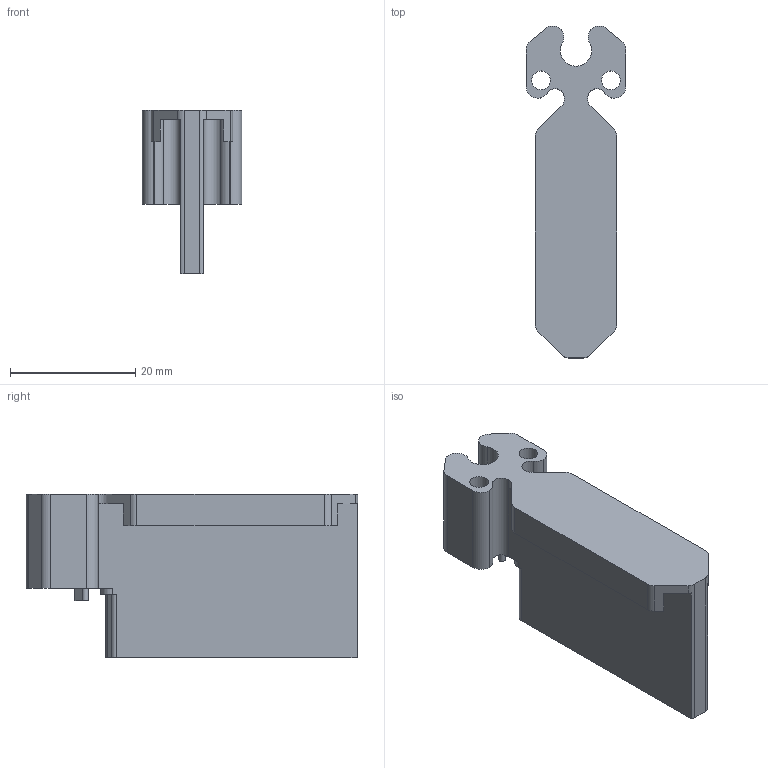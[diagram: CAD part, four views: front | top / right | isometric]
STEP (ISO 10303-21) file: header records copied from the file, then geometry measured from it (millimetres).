
FILE_DESCRIPTION(('FreeCAD Model'),'2;1');
FILE_NAME('Open CASCADE Shape Model','2025-08-26T10:19:21',('Author'),( ''),'Open CASCADE STEP processor 7.8','FreeCAD','Unknown');
FILE_SCHEMA(('AUTOMOTIVE_DESIGN { 1 0 10303 214 1 1 1 1 }'));
Length unit declared in the file: millimetre
Products named in the file (1): Body
Bounding box: 15.9 x 52.91 x 26.1 mm (x, y, z)
Volume: 6564 mm3; surface area: 5146.6 mm2
Topology: 1 solids, 1 shells, 61 faces, 185 edges, 127 vertices
Faces by surface type: plane 32, cylinder 29
Full cylindrical faces by diameter (mm): 3 x2
Entity records: 2148 total; most frequent: DIRECTION 380, CARTESIAN_POINT 374, ORIENTED_EDGE 370, EDGE_CURVE 185, AXIS2_PLACEMENT_3D 133, VERTEX_POINT 127, LINE 114, VECTOR 114
